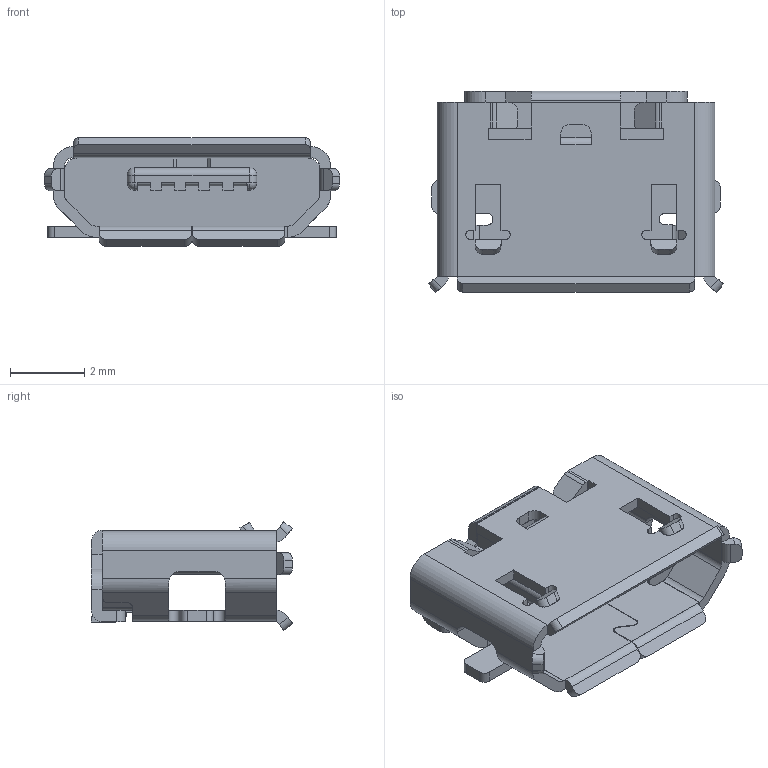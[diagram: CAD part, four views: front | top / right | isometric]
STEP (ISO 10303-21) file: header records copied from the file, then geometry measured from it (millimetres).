
FILE_DESCRIPTION(('FreeCAD Model'),'2;1');
FILE_NAME('USB_Micro-B_Molex_47346-0001.step','2017-07-18T16:56:51',('kicad StepUp'),( 'ksu MCAD'),'Open CASCADE STEP processor 7.1','FreeCAD','Unknown');
FILE_SCHEMA(('AUTOMOTIVE_DESIGN_CC2 { 1 2 10303 214 -1 1 5 4 }'));
Length unit declared in the file: millimetre
Products named in the file (1): USB_Micro-B_Molex_47346-0001
Bounding box: 7.98 x 5.44 x 2.94 mm (x, y, z)
Volume: 44.3 mm3; surface area: 270.9 mm2
Topology: 2 solids, 2 shells, 440 faces, 1316 edges, 864 vertices
Faces by surface type: plane 311, cylinder 125, sphere 4
Entity records: 18509 total; most frequent: CARTESIAN_POINT 3357, ORIENTED_EDGE 2624, DIRECTION 2437, EDGE_CURVE 1312, LINE 1025, VECTOR 1025, VERTEX_POINT 864, AXIS2_PLACEMENT_3D 706
